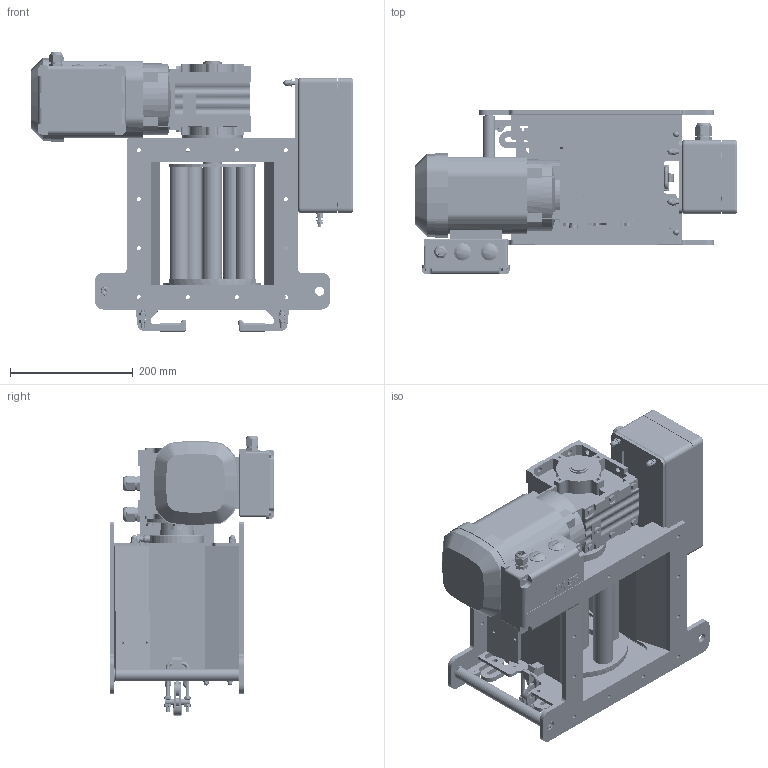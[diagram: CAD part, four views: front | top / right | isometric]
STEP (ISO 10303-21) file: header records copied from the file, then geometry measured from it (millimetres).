
FILE_DESCRIPTION(/* description */ (''),/* implementation_level */ '2;1');
FILE_NAME(/* name */ 'E0157610_Customer.stp',/* time_stamp */ '2023-02-07T07:55:52+01:00',/* author */ ('avd'),/* organization */ (''),/* preprocessor_version */ 'ST-DEVELOPER v18.1',/* originating_system */ 'Autodesk Inventor 2021',/* authorisation */ '');
FILE_SCHEMA (('CONFIG_CONTROL_DESIGN'));
Products named in the file (1): Part1
Bounding box: 526.5 x 269 x 457.03 mm (x, y, z)
Volume: 8987195.2 mm3; surface area: 1642956.1 mm2
Topology: 11 solids, 54 shells, 3728 faces, 9638 edges, 6127 vertices
Faces by surface type: plane 1909, cylinder 1066, cone 423, torus 224, bspline 62, sphere 44
Full cylindrical faces by diameter (mm): 2.2 x4, 2.5 x1, 3.242 x1, 4 x1, 4.134 x14, 4.886 x2, 4.917 x15, 5 x12, 5.3 x2, 5.459 x9, 5.5 x10, 6 x56, 6.1 x4, 6.2 x4, 6.4 x27, 6.5 x4, 6.647 x26, 7 x4, 7.5 x2, 8 x6, 8.249 x1, 8.5 x2, 8.566 x1, 8.7 x9, 9 x8, 9.5 x14, 9.8 x1, 10 x14, 10.2 x2, 11 x4
Entity records: 121668 total; most frequent: CARTESIAN_POINT 26191, DIRECTION 19549, ORIENTED_EDGE 19134, EDGE_CURVE 9567, AXIS2_PLACEMENT_3D 7322, VERTEX_POINT 6125, LINE 4905, VECTOR 4905
